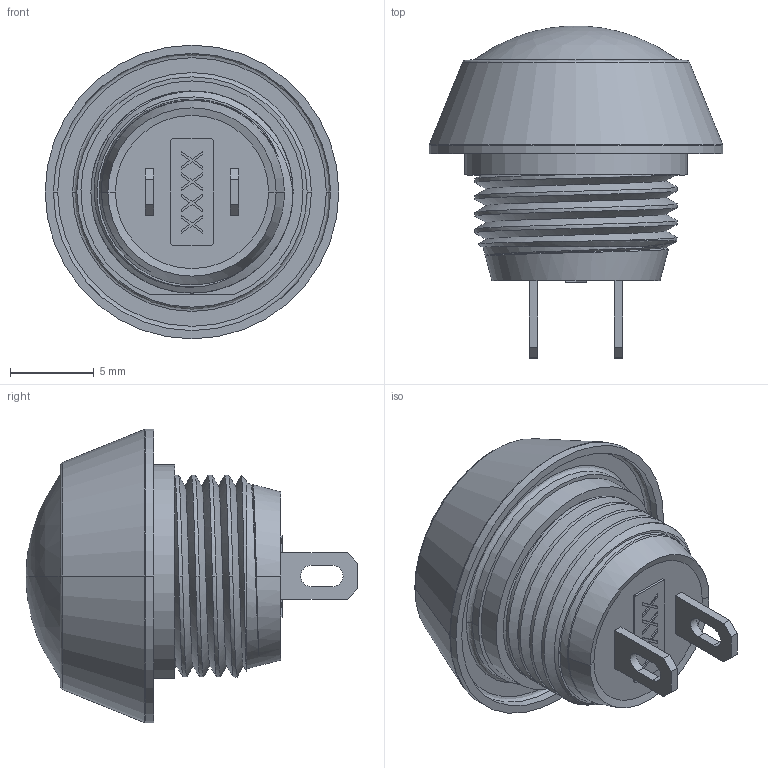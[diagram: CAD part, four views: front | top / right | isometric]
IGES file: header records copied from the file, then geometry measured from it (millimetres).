
Start section:  PTC IGES file: 30-200_.igs
Global section: file name: 30-200_.igs; native system: Pro/ENGINEER by Parametric Technology Corporation; preprocessor: 2006200; author: Administrator; organization: Unknown; date: 20120821.163134; units: inch
Bounding box: 17.53 x 19.81 x 17.53 mm (x, y, z)
Volume: 851.7 mm3; surface area: 2075.5 mm2
Topology: 2 solids, 2 shells, 218 faces, 554 edges, 357 vertices
Faces by surface type: bspline 136, revolution 82
